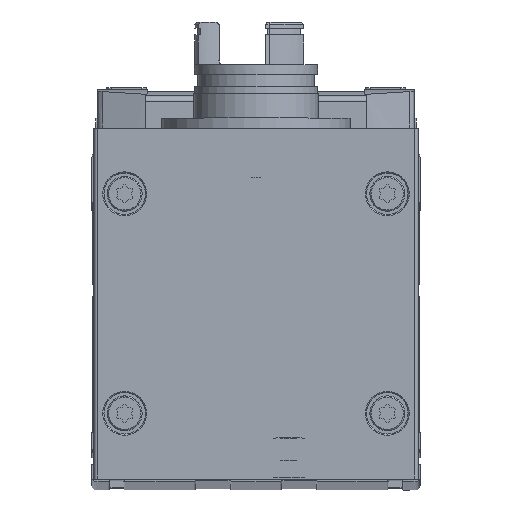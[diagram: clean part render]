
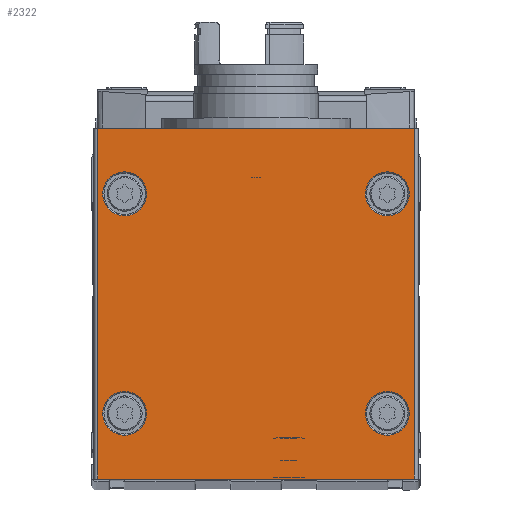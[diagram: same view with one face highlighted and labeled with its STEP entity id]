
A CAD part, top view. The second image highlights one B-rep face of the part: STEP entity #2322.
In plain terms, the highlighted planar face has unit normal (0, 0, 1).
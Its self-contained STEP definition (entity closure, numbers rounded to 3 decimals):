
#2322 = ADVANCED_FACE( '', ( #4813, #4814, #4815, #4816, #4817 ), #4818, .F. );
#4813 = FACE_BOUND( '', #7322, .T. );
#4814 = FACE_BOUND( '', #7323, .T. );
#4815 = FACE_BOUND( '', #7324, .T. );
#4816 = FACE_BOUND( '', #7325, .T. );
#4817 = FACE_OUTER_BOUND( '', #7326, .T. );
#4818 = PLANE( '', #7327 );
#7322 = EDGE_LOOP( '', ( #13771 ) );
#7323 = EDGE_LOOP( '', ( #13772 ) );
#7324 = EDGE_LOOP( '', ( #13773 ) );
#7325 = EDGE_LOOP( '', ( #13774 ) );
#7326 = EDGE_LOOP( '', ( #13775, #13776, #13777, #13778 ) );
#7327 = AXIS2_PLACEMENT_3D( '', #13779, #13780, #13781 );
#13771 = ORIENTED_EDGE( '', *, *, #16653, .T. );
#13772 = ORIENTED_EDGE( '', *, *, #16595, .T. );
#13773 = ORIENTED_EDGE( '', *, *, #15949, .T. );
#13774 = ORIENTED_EDGE( '', *, *, #16505, .T. );
#13775 = ORIENTED_EDGE( '', *, *, #16010, .T. );
#13776 = ORIENTED_EDGE( '', *, *, #15843, .F. );
#13777 = ORIENTED_EDGE( '', *, *, #14346, .F. );
#13778 = ORIENTED_EDGE( '', *, *, #15259, .T. );
#13779 = CARTESIAN_POINT( '', ( -38.5, 85.5, 87. ) );
#13780 = DIRECTION( '', ( 0., 0., -1. ) );
#13781 = DIRECTION( '', ( -1., 0., 0. ) );
#14346 = EDGE_CURVE( '', #17085, #17087, #17088, .T. );
#15259 = EDGE_CURVE( '', #17085, #18636, #18638, .T. );
#15843 = EDGE_CURVE( '', #17087, #19488, #19492, .T. );
#15949 = EDGE_CURVE( '', #19637, #19637, #19638, .T. );
#16010 = EDGE_CURVE( '', #18636, #19488, #19717, .T. );
#16505 = EDGE_CURVE( '', #20308, #20308, #20309, .T. );
#16595 = EDGE_CURVE( '', #20406, #20406, #20407, .T. );
#16653 = EDGE_CURVE( '', #20465, #20465, #20466, .T. );
#17085 = VERTEX_POINT( '', #21003 );
#17087 = VERTEX_POINT( '', #21005 );
#17088 = LINE( '', #21006, #21007 );
#18636 = VERTEX_POINT( '', #23041 );
#18638 = LINE( '', #23043, #23044 );
#19488 = VERTEX_POINT( '', #24217 );
#19492 = LINE( '', #24222, #24223 );
#19637 = VERTEX_POINT( '', #24414 );
#19638 = CIRCLE( '', #24415, 5.35 );
#19717 = LINE( '', #24519, #24520 );
#20308 = VERTEX_POINT( '', #25467 );
#20309 = CIRCLE( '', #25468, 5.35 );
#20406 = VERTEX_POINT( '', #25597 );
#20407 = CIRCLE( '', #25598, 5.35 );
#20465 = VERTEX_POINT( '', #25666 );
#20466 = CIRCLE( '', #25667, 5.35 );
#21003 = CARTESIAN_POINT( '', ( -38.5, 85.5, 87. ) );
#21005 = CARTESIAN_POINT( '', ( 38.5, 85.5, 87. ) );
#21006 = CARTESIAN_POINT( '', ( -38.5, 85.5, 87. ) );
#21007 = VECTOR( '', #26043, 1000. );
#23041 = CARTESIAN_POINT( '', ( -38.5, 0., 87. ) );
#23043 = CARTESIAN_POINT( '', ( -38.5, 85.5, 87. ) );
#23044 = VECTOR( '', #27401, 1000. );
#24217 = CARTESIAN_POINT( '', ( 38.5, 0., 87. ) );
#24222 = CARTESIAN_POINT( '', ( 38.5, 85.5, 87. ) );
#24223 = VECTOR( '', #28152, 1000. );
#24414 = CARTESIAN_POINT( '', ( -37.35, 16., 87. ) );
#24415 = AXIS2_PLACEMENT_3D( '', #28297, #28298, #28299 );
#24519 = CARTESIAN_POINT( '', ( -38.5, 0., 87. ) );
#24520 = VECTOR( '', #28373, 1000. );
#25467 = CARTESIAN_POINT( '', ( -37.35, 69.5, 87. ) );
#25468 = AXIS2_PLACEMENT_3D( '', #28853, #28854, #28855 );
#25597 = CARTESIAN_POINT( '', ( 26.65, 69.5, 87. ) );
#25598 = AXIS2_PLACEMENT_3D( '', #28909, #28910, #28911 );
#25666 = CARTESIAN_POINT( '', ( 26.65, 16., 87. ) );
#25667 = AXIS2_PLACEMENT_3D( '', #28931, #28932, #28933 );
#26043 = DIRECTION( '', ( 1., 0., 0. ) );
#27401 = DIRECTION( '', ( 0., -1., 0. ) );
#28152 = DIRECTION( '', ( 0., -1., 0. ) );
#28297 = CARTESIAN_POINT( '', ( -32., 16., 87. ) );
#28298 = DIRECTION( '', ( 0., 0., -1. ) );
#28299 = DIRECTION( '', ( -1., 0., 0. ) );
#28373 = DIRECTION( '', ( 1., 0., 0. ) );
#28853 = CARTESIAN_POINT( '', ( -32., 69.5, 87. ) );
#28854 = DIRECTION( '', ( 0., 0., -1. ) );
#28855 = DIRECTION( '', ( -1., 0., 0. ) );
#28909 = CARTESIAN_POINT( '', ( 32., 69.5, 87. ) );
#28910 = DIRECTION( '', ( 0., 0., -1. ) );
#28911 = DIRECTION( '', ( -1., 0., 0. ) );
#28931 = CARTESIAN_POINT( '', ( 32., 16., 87. ) );
#28932 = DIRECTION( '', ( 0., 0., -1. ) );
#28933 = DIRECTION( '', ( -1., 0., 0. ) );
